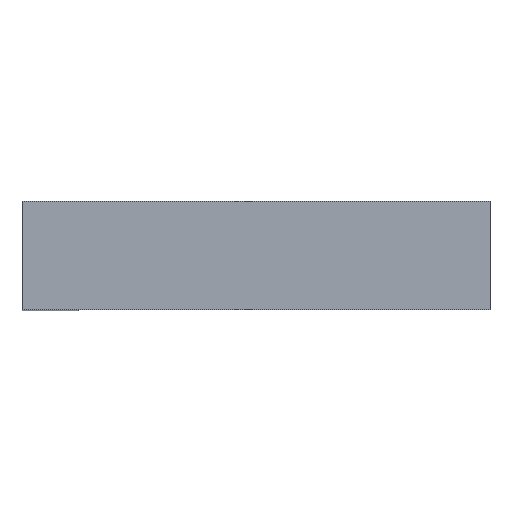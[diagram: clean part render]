
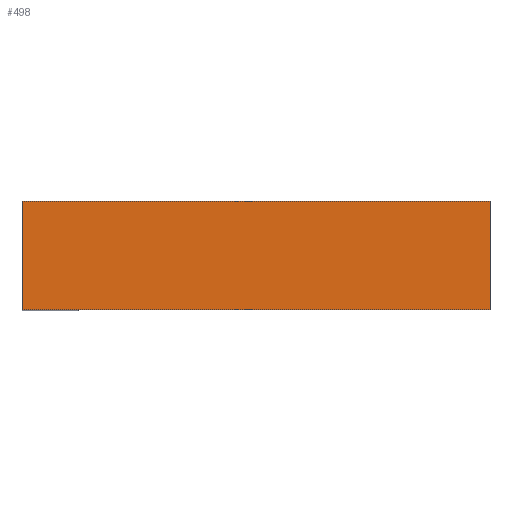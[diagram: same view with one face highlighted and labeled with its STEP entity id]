
A CAD part, top view. The second image highlights one B-rep face of the part: STEP entity #498.
In plain terms, the highlighted planar face has unit normal (0, 0, 1).
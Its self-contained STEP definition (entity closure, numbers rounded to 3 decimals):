
#23 = ORIENTED_EDGE ( 'NONE', *, *, #135, .T. ) ;
#26 = DIRECTION ( 'NONE',  ( -1., 0., 0. ) ) ;
#35 = ORIENTED_EDGE ( 'NONE', *, *, #534, .T. ) ;
#45 = AXIS2_PLACEMENT_3D ( 'NONE', #102, #320, #371 ) ;
#63 = DIRECTION ( 'NONE',  ( 0., 1., 0. ) ) ;
#68 = PLANE ( 'NONE',  #45 ) ;
#73 = VERTEX_POINT ( 'NONE', #140 ) ;
#102 = CARTESIAN_POINT ( 'NONE',  ( 0., 0., 43.56 ) ) ;
#116 = CARTESIAN_POINT ( 'NONE',  ( 8.3, 4.72, 43.56 ) ) ;
#133 = VECTOR ( 'NONE', #26, 1000. ) ;
#135 = EDGE_CURVE ( 'NONE', #441, #73, #289, .T. ) ;
#140 = CARTESIAN_POINT ( 'NONE',  ( 8.3, 0.87, 43.56 ) ) ;
#147 = LINE ( 'NONE', #331, #133 ) ;
#179 = EDGE_CURVE ( 'NONE', #73, #393, #282, .T. ) ;
#215 = ORIENTED_EDGE ( 'NONE', *, *, #299, .T. ) ;
#252 = VERTEX_POINT ( 'NONE', #561 ) ;
#254 = LINE ( 'NONE', #527, #576 ) ;
#276 = FACE_OUTER_BOUND ( 'NONE', #314, .T. ) ;
#282 = LINE ( 'NONE', #384, #546 ) ;
#289 = LINE ( 'NONE', #330, #425 ) ;
#299 = EDGE_CURVE ( 'NONE', #252, #441, #254, .T. ) ;
#300 = DIRECTION ( 'NONE',  ( 0., -1., 0. ) ) ;
#314 = EDGE_LOOP ( 'NONE', ( #23, #583, #35, #215 ) ) ;
#320 = DIRECTION ( 'NONE',  ( 0., 0., 1. ) ) ;
#330 = CARTESIAN_POINT ( 'NONE',  ( 0., 0.87, 43.56 ) ) ;
#331 = CARTESIAN_POINT ( 'NONE',  ( 0., 4.72, 43.56 ) ) ;
#371 = DIRECTION ( 'NONE',  ( 1., 0., 0. ) ) ;
#374 = CARTESIAN_POINT ( 'NONE',  ( -8.3, 0.87, 43.56 ) ) ;
#375 = DIRECTION ( 'NONE',  ( 1., 0., 0. ) ) ;
#384 = CARTESIAN_POINT ( 'NONE',  ( 8.3, 0., 43.56 ) ) ;
#393 = VERTEX_POINT ( 'NONE', #116 ) ;
#425 = VECTOR ( 'NONE', #375, 1000. ) ;
#441 = VERTEX_POINT ( 'NONE', #374 ) ;
#498 = ADVANCED_FACE ( 'NONE', ( #276 ), #68, .T. ) ;
#527 = CARTESIAN_POINT ( 'NONE',  ( -8.3, 0., 43.56 ) ) ;
#534 = EDGE_CURVE ( 'NONE', #393, #252, #147, .T. ) ;
#546 = VECTOR ( 'NONE', #63, 1000. ) ;
#561 = CARTESIAN_POINT ( 'NONE',  ( -8.3, 4.72, 43.56 ) ) ;
#576 = VECTOR ( 'NONE', #300, 1000. ) ;
#583 = ORIENTED_EDGE ( 'NONE', *, *, #179, .T. ) ;
